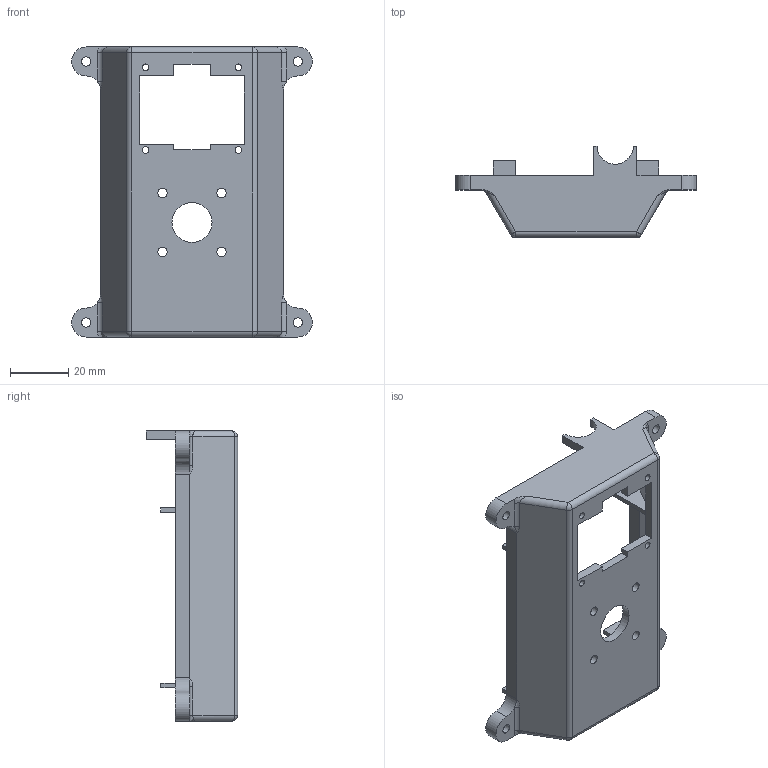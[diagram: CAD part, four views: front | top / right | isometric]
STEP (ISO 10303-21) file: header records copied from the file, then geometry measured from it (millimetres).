
FILE_DESCRIPTION(/* description */ (''),/* implementation_level */ '2;1');
FILE_NAME(/* name */ 'Front.stp',/* time_stamp */ '2025-05-07T00:20:11-04:00',/* author */ ('chh92'),/* organization */ (''),/* preprocessor_version */ 'ST-DEVELOPER v20',/* originating_system */ 'Autodesk Inventor 2025',/* authorisation */ '');
FILE_SCHEMA (('AUTOMOTIVE_DESIGN { 1 0 10303 214 3 1 1 }'));
Length unit declared in the file: millimetre
Products named in the file (1): Front
Bounding box: 83 x 31.45 x 100 mm (x, y, z)
Volume: 31762.4 mm3; surface area: 23507.5 mm2
Topology: 1 solids, 1 shells, 121 faces, 313 edges, 190 vertices
Faces by surface type: plane 73, cylinder 36, bspline 8, sphere 4
Full cylindrical faces by diameter (mm): 2.25 x4, 3.25 x10, 13.8 x1
Entity records: 3958 total; most frequent: CARTESIAN_POINT 913, ORIENTED_EDGE 618, DIRECTION 609, EDGE_CURVE 309, LINE 221, VECTOR 221, AXIS2_PLACEMENT_3D 194, VERTEX_POINT 190
